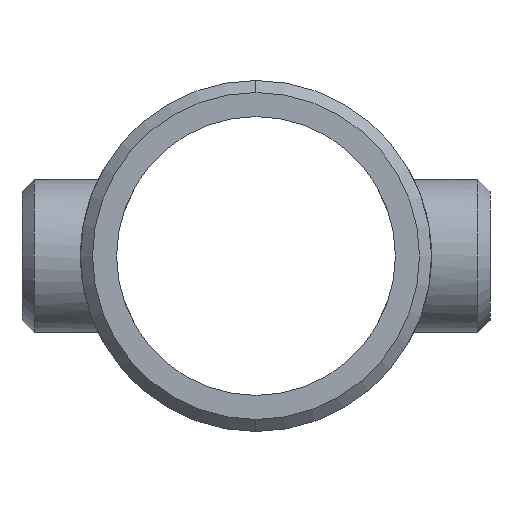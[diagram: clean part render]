
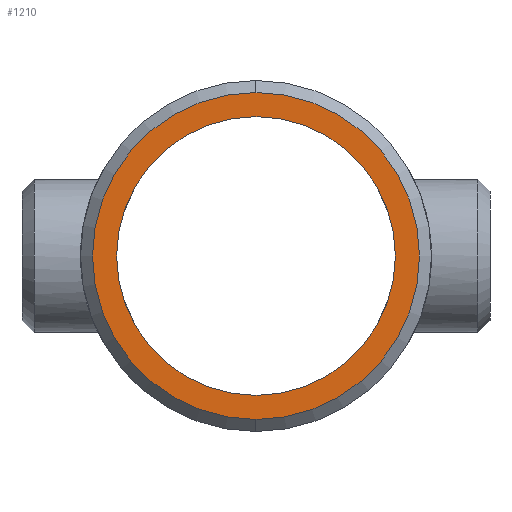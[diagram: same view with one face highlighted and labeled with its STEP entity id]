
A CAD part, left-side view. The second image highlights one B-rep face of the part: STEP entity #1210.
In plain terms, the highlighted planar face has unit normal (-1, 0, 0).
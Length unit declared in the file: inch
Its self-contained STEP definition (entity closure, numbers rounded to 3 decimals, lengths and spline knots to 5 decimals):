
#15 = EDGE_CURVE ( 'NONE', #1056, #1159, #934, .T. ) ;
#38 = DIRECTION ( 'NONE',  ( 0., 0., 1. ) ) ;
#50 = AXIS2_PLACEMENT_3D ( 'NONE', #394, #915, #1026 ) ;
#104 = VERTEX_POINT ( 'NONE', #758 ) ;
#118 = DIRECTION ( 'NONE',  ( -1., 0., 0. ) ) ;
#249 = ORIENTED_EDGE ( 'NONE', *, *, #1143, .T. ) ;
#259 = DIRECTION ( 'NONE',  ( -1., 0., 0. ) ) ;
#267 = DIRECTION ( 'NONE',  ( 0., 0., 1. ) ) ;
#314 = CARTESIAN_POINT ( 'NONE',  ( -10., 0., 5.063 ) ) ;
#346 = EDGE_LOOP ( 'NONE', ( #976, #249 ) ) ;
#394 = CARTESIAN_POINT ( 'NONE',  ( -10., 0., 0. ) ) ;
#405 = CIRCLE ( 'NONE', #577, 5.93767 ) ;
#440 = EDGE_CURVE ( 'NONE', #1159, #1056, #405, .T. ) ;
#506 = VERTEX_POINT ( 'NONE', #314 ) ;
#532 = CARTESIAN_POINT ( 'NONE',  ( -10., 0., 5.93767 ) ) ;
#577 = AXIS2_PLACEMENT_3D ( 'NONE', #1169, #259, #986 ) ;
#601 = CIRCLE ( 'NONE', #50, 5.063 ) ;
#672 = AXIS2_PLACEMENT_3D ( 'NONE', #1177, #1189, #267 ) ;
#673 = ORIENTED_EDGE ( 'NONE', *, *, #440, .T. ) ;
#697 = FACE_OUTER_BOUND ( 'NONE', #945, .T. ) ;
#698 = AXIS2_PLACEMENT_3D ( 'NONE', #818, #118, #38 ) ;
#734 = PLANE ( 'NONE',  #1183 ) ;
#746 = EDGE_CURVE ( 'NONE', #506, #104, #601, .T. ) ;
#758 = CARTESIAN_POINT ( 'NONE',  ( -10., 0., -5.063 ) ) ;
#818 = CARTESIAN_POINT ( 'NONE',  ( -10., 0., 0. ) ) ;
#838 = CARTESIAN_POINT ( 'NONE',  ( -10., 0., 0. ) ) ;
#915 = DIRECTION ( 'NONE',  ( 1., 0., 0. ) ) ;
#934 = CIRCLE ( 'NONE', #698, 5.93767 ) ;
#945 = EDGE_LOOP ( 'NONE', ( #673, #984 ) ) ;
#976 = ORIENTED_EDGE ( 'NONE', *, *, #746, .T. ) ;
#984 = ORIENTED_EDGE ( 'NONE', *, *, #15, .T. ) ;
#986 = DIRECTION ( 'NONE',  ( 0., 0., 1. ) ) ;
#1026 = DIRECTION ( 'NONE',  ( 0., 0., 1. ) ) ;
#1056 = VERTEX_POINT ( 'NONE', #532 ) ;
#1081 = CARTESIAN_POINT ( 'NONE',  ( -10., 0., -5.93767 ) ) ;
#1110 = DIRECTION ( 'NONE',  ( -1., 0., 0. ) ) ;
#1143 = EDGE_CURVE ( 'NONE', #104, #506, #1202, .T. ) ;
#1150 = FACE_BOUND ( 'NONE', #346, .T. ) ;
#1159 = VERTEX_POINT ( 'NONE', #1081 ) ;
#1169 = CARTESIAN_POINT ( 'NONE',  ( -10., 0., 0. ) ) ;
#1177 = CARTESIAN_POINT ( 'NONE',  ( -10., 0., 0. ) ) ;
#1183 = AXIS2_PLACEMENT_3D ( 'NONE', #838, #1110, #1241 ) ;
#1189 = DIRECTION ( 'NONE',  ( 1., 0., 0. ) ) ;
#1202 = CIRCLE ( 'NONE', #672, 5.063 ) ;
#1210 = ADVANCED_FACE ( 'NONE', ( #697, #1150 ), #734, .T. ) ;
#1241 = DIRECTION ( 'NONE',  ( 0., 0., -1. ) ) ;
